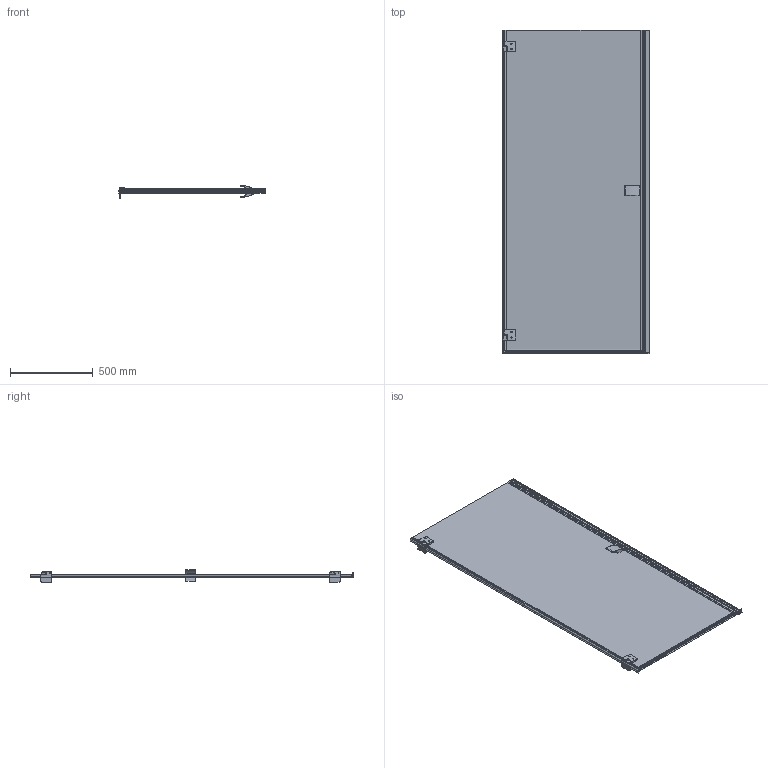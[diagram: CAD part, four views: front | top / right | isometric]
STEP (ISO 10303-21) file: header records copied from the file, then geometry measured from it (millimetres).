
FILE_DESCRIPTION((''),'2;1');
FILE_NAME('AQE90XL-880X1950_ASM','2019-04-28T',('admin'),(''),'PRO/ENGINEER BY PARAMETRIC TECHNOLOGY CORPORATION, 2010280','PRO/ENGINEER BY PARAMETRIC TECHNOLOGY CORPORATION, 2010280','');
FILE_SCHEMA(('CONFIG_CONTROL_DESIGN','SHAPE_APPEARANCE_LAYERS_GROUPS'));
Length unit declared in the file: millimetre
Products named in the file (27): AT001-828X1932; AM191; AM190_ASM; AM249; AM311; AM248-2-171207_ASM; MC364_AF0; MC223-MC364_ASM; AM190-AM248-171207_ASM; CP557-1950; NC791_11; NC792_13; NC790_ASM_12_ASM; NC790_ASM_ASM; DC668-855; AC758-1932; ID436X1950; ID438X1950; AQ102-1948; SC043-1950; ID427; ID436-AQ102_ASM; AC040-872; DC230; DC229; AQ302; AQE90XL-880X1950_ASM
Assembly tree (28 placements, depth 4):
  AQE90XL-880X1950_ASM
    AT001-828X1932
    AM190-AM248-171207_ASM  x2
      AM190_ASM
        AM191
      AM248-2-171207_ASM
        AM249
        AM311
      MC223-MC364_ASM
        MC364_AF0
    CP557-1950
    NC790_ASM_ASM
      NC790_ASM_12_ASM
        NC791_11
        NC792_13
    DC668-855
    AC758-1932
    ID436-AQ102_ASM
      ID436X1950
      ID438X1950
      AQ102-1948
      SC043-1950
      ID427
    AC040-872
    DC230
    DC229
    AQ302
Bounding box: 882.27 x 1951.5 x 77.3 mm (x, y, z)
Volume: 14520464.3 mm3; surface area: 4357174.2 mm2
Topology: 25 solids, 31 shells, 618 faces, 1519 edges, 957 vertices
Faces by surface type: cylinder 236, plane 219, torus 66, bspline 55, sphere 22, cone 18, extrusion 2
Entity records: 20604 total; most frequent: CARTESIAN_POINT 6672, DIRECTION 2497, ORIENTED_EDGE 2396, EDGE_CURVE 1213, AXIS2_PLACEMENT_3D 932, VERTEX_POINT 766, VECTOR 633, LINE 631
